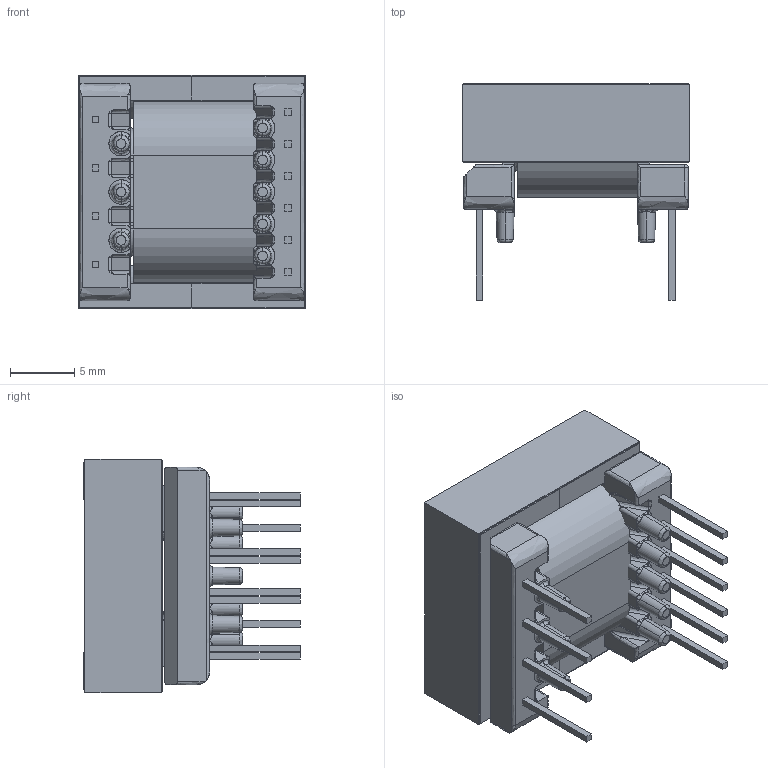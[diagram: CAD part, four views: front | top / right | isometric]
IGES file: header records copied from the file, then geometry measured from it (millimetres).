
Start section: SolidWorks IGES file using analytic representation for surfaces
Global section: file name: EPC17_5620.IGS; native system: SolidWorks 2017; preprocessor: SolidWorks 2017; author: tisha.pedersen; date: 190131.140203; units: millimetre
Bounding box: 17.66 x 16.87 x 18.2 mm (x, y, z)
Surface area: 4410 mm2 (no closed solid volume)
Topology: 0 solids, 0 shells, 484 faces, 3751 edges, 3734 vertices
Faces by surface type: bspline 319, revolution 165
